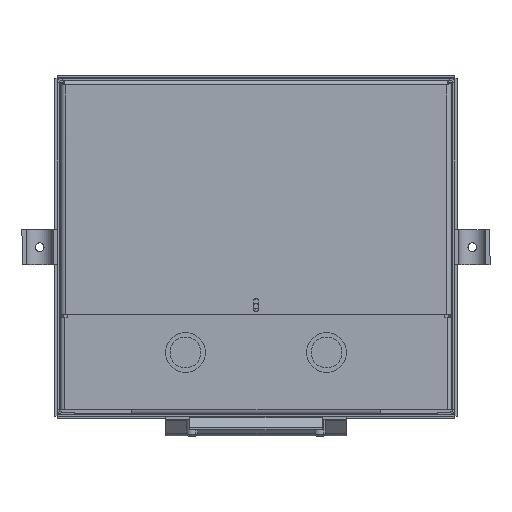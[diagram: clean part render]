
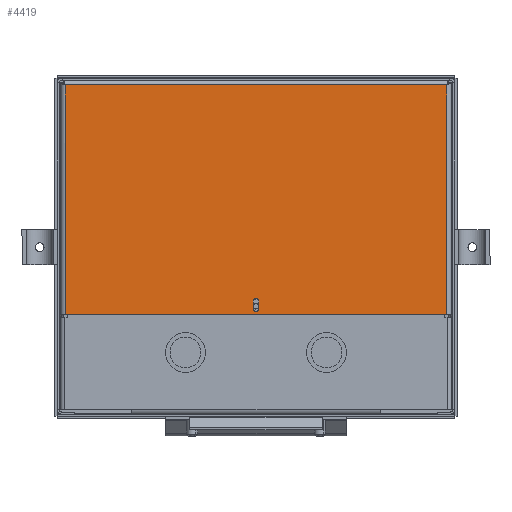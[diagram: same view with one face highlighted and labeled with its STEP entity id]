
A CAD part, front view. The second image highlights one B-rep face of the part: STEP entity #4419.
In plain terms, the highlighted planar face has unit normal (0, -1, 0).
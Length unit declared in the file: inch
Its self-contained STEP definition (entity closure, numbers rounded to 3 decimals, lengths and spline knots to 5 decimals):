
#407 = ORIENTED_EDGE ( 'NONE', *, *, #6015, .F. ) ;
#784 = VERTEX_POINT ( 'NONE', #8606 ) ;
#897 = LINE ( 'NONE', #4625, #16619 ) ;
#958 = DIRECTION ( 'NONE',  ( 0., 0., -1. ) ) ;
#1116 = VERTEX_POINT ( 'NONE', #13836 ) ;
#1767 = EDGE_CURVE ( 'NONE', #1116, #14438, #3055, .T. ) ;
#1943 = AXIS2_PLACEMENT_3D ( 'NONE', #17310, #8539, #18812 ) ;
#2339 = LINE ( 'NONE', #18928, #6292 ) ;
#2350 = EDGE_CURVE ( 'NONE', #17333, #2367, #18753, .T. ) ;
#2367 = VERTEX_POINT ( 'NONE', #2587 ) ;
#2587 = CARTESIAN_POINT ( 'NONE',  ( 0.07812, -0.0598, 2.93438 ) ) ;
#3055 = LINE ( 'NONE', #4928, #7012 ) ;
#3169 = CARTESIAN_POINT ( 'NONE',  ( -0.07813, -0.0598, 2.93438 ) ) ;
#3690 = CIRCLE ( 'NONE', #17341, 0.07812 ) ;
#3735 = CIRCLE ( 'NONE', #16476, 0.07812 ) ;
#3756 = CIRCLE ( 'NONE', #1943, 0.07812 ) ;
#3867 = CARTESIAN_POINT ( 'NONE',  ( -5.4042, -0.0598, -3.1902 ) ) ;
#4075 = ORIENTED_EDGE ( 'NONE', *, *, #11807, .T. ) ;
#4277 = CARTESIAN_POINT ( 'NONE',  ( 5.4042, -0.0598, 3.325 ) ) ;
#4355 = ORIENTED_EDGE ( 'NONE', *, *, #5266, .T. ) ;
#4399 = ORIENTED_EDGE ( 'NONE', *, *, #1767, .T. ) ;
#4408 = LINE ( 'NONE', #9241, #11846 ) ;
#4419 = ADVANCED_FACE ( 'NONE', ( #15572, #15092 ), #7731, .F. ) ;
#4625 = CARTESIAN_POINT ( 'NONE',  ( -5.4042, -0.0598, 3.325 ) ) ;
#4780 = CARTESIAN_POINT ( 'NONE',  ( 0., -0.0598, 3.15313 ) ) ;
#4811 = CARTESIAN_POINT ( 'NONE',  ( 0., -0.0598, 0. ) ) ;
#4928 = CARTESIAN_POINT ( 'NONE',  ( 5.4042, -0.0598, -3.25813 ) ) ;
#5266 = EDGE_CURVE ( 'NONE', #11914, #1116, #13045, .T. ) ;
#5745 = AXIS2_PLACEMENT_3D ( 'NONE', #4811, #18064, #9297 ) ;
#6015 = EDGE_CURVE ( 'NONE', #6820, #14438, #4408, .T. ) ;
#6260 = DIRECTION ( 'NONE',  ( 0., 0., 1. ) ) ;
#6292 = VECTOR ( 'NONE', #18871, 39.37008 ) ;
#6820 = VERTEX_POINT ( 'NONE', #7498 ) ;
#7012 = VECTOR ( 'NONE', #15393, 39.37008 ) ;
#7051 = DIRECTION ( 'NONE',  ( 1., 0., 0. ) ) ;
#7340 = ORIENTED_EDGE ( 'NONE', *, *, #17081, .T. ) ;
#7498 = CARTESIAN_POINT ( 'NONE',  ( -5.4042, -0.0598, 3.325 ) ) ;
#7731 = PLANE ( 'NONE',  #5745 ) ;
#8010 = CARTESIAN_POINT ( 'NONE',  ( 0., -0.0598, 3.15313 ) ) ;
#8510 = ORIENTED_EDGE ( 'NONE', *, *, #2350, .T. ) ;
#8539 = DIRECTION ( 'NONE',  ( 0., 1., 0. ) ) ;
#8606 = CARTESIAN_POINT ( 'NONE',  ( -0.07813, -0.0598, 3.15313 ) ) ;
#9241 = CARTESIAN_POINT ( 'NONE',  ( -5.539, -0.0598, 3.325 ) ) ;
#9297 = DIRECTION ( 'NONE',  ( 0., 0., 1. ) ) ;
#9503 = EDGE_LOOP ( 'NONE', ( #12913, #4075, #9893, #8510, #7340 ) ) ;
#9511 = DIRECTION ( 'NONE',  ( 0., 0., 1. ) ) ;
#9575 = VECTOR ( 'NONE', #7051, 39.37008 ) ;
#9788 = EDGE_LOOP ( 'NONE', ( #18546, #4355, #4399, #407 ) ) ;
#9893 = ORIENTED_EDGE ( 'NONE', *, *, #10817, .T. ) ;
#10253 = VERTEX_POINT ( 'NONE', #3169 ) ;
#10722 = EDGE_CURVE ( 'NONE', #6820, #11914, #897, .T. ) ;
#10817 = EDGE_CURVE ( 'NONE', #14822, #17333, #3735, .T. ) ;
#11807 = EDGE_CURVE ( 'NONE', #784, #14822, #3690, .T. ) ;
#11846 = VECTOR ( 'NONE', #13622, 39.37008 ) ;
#11914 = VERTEX_POINT ( 'NONE', #3867 ) ;
#12868 = CARTESIAN_POINT ( 'NONE',  ( 0.07812, -0.0598, 3.15313 ) ) ;
#12913 = ORIENTED_EDGE ( 'NONE', *, *, #17171, .T. ) ;
#13045 = LINE ( 'NONE', #17336, #9575 ) ;
#13622 = DIRECTION ( 'NONE',  ( 1., 0., 0. ) ) ;
#13836 = CARTESIAN_POINT ( 'NONE',  ( 5.4042, -0.0598, -3.1902 ) ) ;
#14399 = VECTOR ( 'NONE', #958, 39.37008 ) ;
#14438 = VERTEX_POINT ( 'NONE', #4277 ) ;
#14822 = VERTEX_POINT ( 'NONE', #15633 ) ;
#14955 = DIRECTION ( 'NONE',  ( 0., 0., -1. ) ) ;
#15092 = FACE_OUTER_BOUND ( 'NONE', #9788, .T. ) ;
#15097 = DIRECTION ( 'NONE',  ( 0., 1., 0. ) ) ;
#15393 = DIRECTION ( 'NONE',  ( 0., 0., 1. ) ) ;
#15572 = FACE_BOUND ( 'NONE', #9503, .T. ) ;
#15633 = CARTESIAN_POINT ( 'NONE',  ( 0., -0.0598, 3.23125 ) ) ;
#16342 = CARTESIAN_POINT ( 'NONE',  ( 0.07812, -0.0598, 3.15313 ) ) ;
#16476 = AXIS2_PLACEMENT_3D ( 'NONE', #8010, #18283, #9511 ) ;
#16619 = VECTOR ( 'NONE', #14955, 39.37008 ) ;
#17081 = EDGE_CURVE ( 'NONE', #2367, #10253, #3756, .T. ) ;
#17171 = EDGE_CURVE ( 'NONE', #10253, #784, #2339, .T. ) ;
#17310 = CARTESIAN_POINT ( 'NONE',  ( 0., -0.0598, 2.93438 ) ) ;
#17333 = VERTEX_POINT ( 'NONE', #16342 ) ;
#17336 = CARTESIAN_POINT ( 'NONE',  ( -5.47213, -0.0598, -3.1902 ) ) ;
#17341 = AXIS2_PLACEMENT_3D ( 'NONE', #4780, #15097, #6260 ) ;
#18064 = DIRECTION ( 'NONE',  ( 0., 1., 0. ) ) ;
#18283 = DIRECTION ( 'NONE',  ( 0., 1., 0. ) ) ;
#18546 = ORIENTED_EDGE ( 'NONE', *, *, #10722, .T. ) ;
#18753 = LINE ( 'NONE', #12868, #14399 ) ;
#18812 = DIRECTION ( 'NONE',  ( 0., 0., 1. ) ) ;
#18871 = DIRECTION ( 'NONE',  ( 0., 0., 1. ) ) ;
#18928 = CARTESIAN_POINT ( 'NONE',  ( -0.07813, -0.0598, 3.15313 ) ) ;
